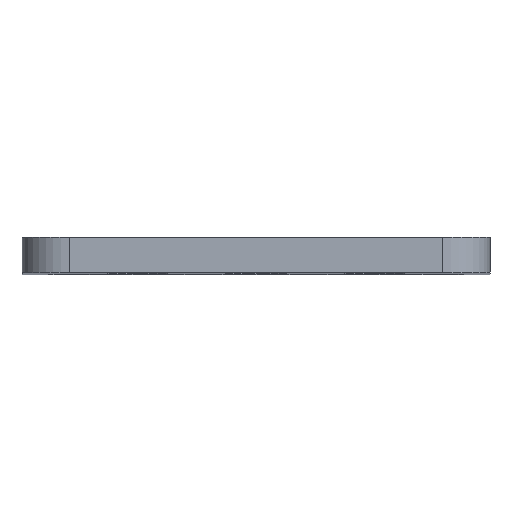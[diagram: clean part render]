
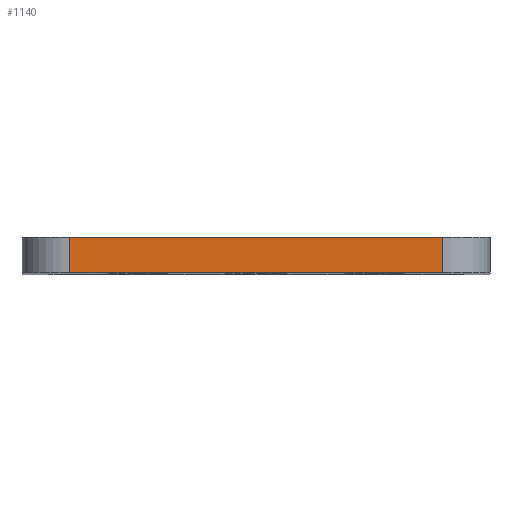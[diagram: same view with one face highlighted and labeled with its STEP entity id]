
A CAD part, top view. The second image highlights one B-rep face of the part: STEP entity #1140.
In plain terms, the highlighted planar face has unit normal (0, 0, 1).
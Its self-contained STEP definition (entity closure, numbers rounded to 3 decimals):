
#68 = EDGE_CURVE ( 'NONE', #1504, #1519, #613, .T. ) ;
#82 = LINE ( 'NONE', #1460, #84 ) ;
#84 = VECTOR ( 'NONE', #1451, 1000. ) ;
#158 = DIRECTION ( 'NONE',  ( 1., 0., 0. ) ) ;
#192 = CARTESIAN_POINT ( 'NONE',  ( 15.75, 3., 60.75 ) ) ;
#207 = FACE_OUTER_BOUND ( 'NONE', #1248, .T. ) ;
#219 = VERTEX_POINT ( 'NONE', #360 ) ;
#360 = CARTESIAN_POINT ( 'NONE',  ( 15.75, 0., 60.75 ) ) ;
#375 = EDGE_CURVE ( 'NONE', #1091, #219, #457, .T. ) ;
#412 = EDGE_CURVE ( 'NONE', #1504, #1091, #453, .T. ) ;
#444 = VECTOR ( 'NONE', #573, 1000. ) ;
#453 = LINE ( 'NONE', #571, #444 ) ;
#456 = VECTOR ( 'NONE', #559, 1000. ) ;
#457 = LINE ( 'NONE', #549, #456 ) ;
#549 = CARTESIAN_POINT ( 'NONE',  ( 15.75, 0., 60.75 ) ) ;
#559 = DIRECTION ( 'NONE',  ( 1., 0., 0. ) ) ;
#571 = CARTESIAN_POINT ( 'NONE',  ( -15.75, 3., 60.75 ) ) ;
#573 = DIRECTION ( 'NONE',  ( 0., -1., 0. ) ) ;
#606 = VECTOR ( 'NONE', #158, 1000. ) ;
#613 = LINE ( 'NONE', #192, #606 ) ;
#996 = CARTESIAN_POINT ( 'NONE',  ( -15.75, 0., 60.75 ) ) ;
#998 = ORIENTED_EDGE ( 'NONE', *, *, #412, .T. ) ;
#999 = AXIS2_PLACEMENT_3D ( 'NONE', #1216, #1155, #1086 ) ;
#1005 = ORIENTED_EDGE ( 'NONE', *, *, #68, .F. ) ;
#1008 = ORIENTED_EDGE ( 'NONE', *, *, #1554, .F. ) ;
#1010 = ORIENTED_EDGE ( 'NONE', *, *, #375, .T. ) ;
#1080 = PLANE ( 'NONE',  #999 ) ;
#1086 = DIRECTION ( 'NONE',  ( -1., 0., 0. ) ) ;
#1091 = VERTEX_POINT ( 'NONE', #996 ) ;
#1140 = ADVANCED_FACE ( 'NONE', ( #207 ), #1080, .F. ) ;
#1155 = DIRECTION ( 'NONE',  ( 0., 0., -1. ) ) ;
#1216 = CARTESIAN_POINT ( 'NONE',  ( 15.75, 3., 60.75 ) ) ;
#1248 = EDGE_LOOP ( 'NONE', ( #1010, #1008, #1005, #998 ) ) ;
#1437 = CARTESIAN_POINT ( 'NONE',  ( -15.75, 3., 60.75 ) ) ;
#1444 = CARTESIAN_POINT ( 'NONE',  ( 15.75, 3., 60.75 ) ) ;
#1451 = DIRECTION ( 'NONE',  ( 0., -1., 0. ) ) ;
#1460 = CARTESIAN_POINT ( 'NONE',  ( 15.75, 3., 60.75 ) ) ;
#1504 = VERTEX_POINT ( 'NONE', #1437 ) ;
#1519 = VERTEX_POINT ( 'NONE', #1444 ) ;
#1554 = EDGE_CURVE ( 'NONE', #1519, #219, #82, .T. ) ;
